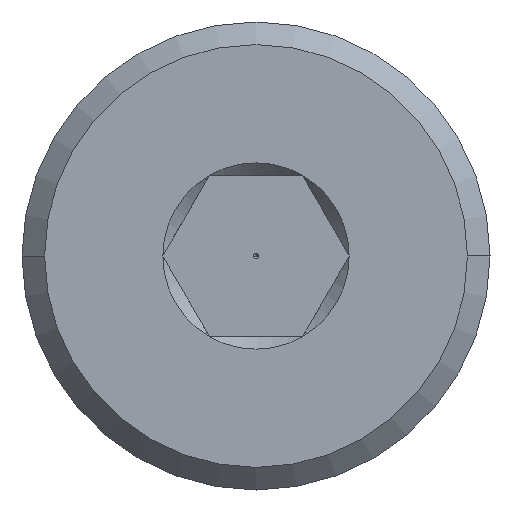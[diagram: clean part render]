
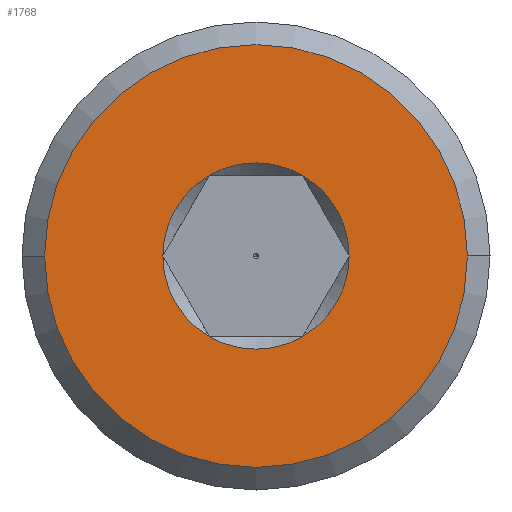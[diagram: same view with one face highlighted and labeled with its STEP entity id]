
A CAD part, left-side view. The second image highlights one B-rep face of the part: STEP entity #1768.
In plain terms, the highlighted planar face has unit normal (-1, 0, 0).
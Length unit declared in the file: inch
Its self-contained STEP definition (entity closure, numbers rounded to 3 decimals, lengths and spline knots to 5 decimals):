
#31 = DIRECTION ( 'NONE',  ( -1., 0., 0. ) ) ;
#100 = VERTEX_POINT ( 'NONE', #1236 ) ;
#103 = VERTEX_POINT ( 'NONE', #1500 ) ;
#225 = CARTESIAN_POINT ( 'NONE',  ( -0.168, 0.02887, 0. ) ) ;
#270 = CARTESIAN_POINT ( 'NONE',  ( -0.168, 0., 0. ) ) ;
#285 = FACE_BOUND ( 'NONE', #3455, .T. ) ;
#329 = ORIENTED_EDGE ( 'NONE', *, *, #1728, .F. ) ;
#391 = CARTESIAN_POINT ( 'NONE',  ( -0.168, 0.01443, -0.025 ) ) ;
#476 = VERTEX_POINT ( 'NONE', #2335 ) ;
#491 = AXIS2_PLACEMENT_3D ( 'NONE', #2681, #1043, #2950 ) ;
#500 = ORIENTED_EDGE ( 'NONE', *, *, #3452, .F. ) ;
#531 = VERTEX_POINT ( 'NONE', #3163 ) ;
#545 = DIRECTION ( 'NONE',  ( 0., -1., 0. ) ) ;
#624 = CIRCLE ( 'NONE', #1397, 0.02887 ) ;
#665 = AXIS2_PLACEMENT_3D ( 'NONE', #2582, #2591, #965 ) ;
#690 = AXIS2_PLACEMENT_3D ( 'NONE', #1580, #3505, #1858 ) ;
#864 = AXIS2_PLACEMENT_3D ( 'NONE', #1336, #3236, #1602 ) ;
#893 = CIRCLE ( 'NONE', #491, 0.02887 ) ;
#937 = VERTEX_POINT ( 'NONE', #2670 ) ;
#964 = CIRCLE ( 'NONE', #690, 0.02887 ) ;
#965 = DIRECTION ( 'NONE',  ( 0., -1., 0. ) ) ;
#983 = VERTEX_POINT ( 'NONE', #225 ) ;
#1018 = AXIS2_PLACEMENT_3D ( 'NONE', #2722, #1077, #2983 ) ;
#1043 = DIRECTION ( 'NONE',  ( -1., 0., 0. ) ) ;
#1058 = AXIS2_PLACEMENT_3D ( 'NONE', #1129, #3029, #1402 ) ;
#1077 = DIRECTION ( 'NONE',  ( -1., 0., 0. ) ) ;
#1129 = CARTESIAN_POINT ( 'NONE',  ( -0.168, 0., 0. ) ) ;
#1199 = AXIS2_PLACEMENT_3D ( 'NONE', #1629, #31, #1911 ) ;
#1223 = DIRECTION ( 'NONE',  ( -1., 0., 0. ) ) ;
#1236 = CARTESIAN_POINT ( 'NONE',  ( -0.168, -0.01443, 0.025 ) ) ;
#1292 = VERTEX_POINT ( 'NONE', #391 ) ;
#1336 = CARTESIAN_POINT ( 'NONE',  ( -0.168, 0., 0. ) ) ;
#1397 = AXIS2_PLACEMENT_3D ( 'NONE', #270, #2165, #545 ) ;
#1402 = DIRECTION ( 'NONE',  ( 0., 1., 0. ) ) ;
#1413 = CIRCLE ( 'NONE', #864, 0.0655 ) ;
#1489 = VERTEX_POINT ( 'NONE', #2117 ) ;
#1500 = CARTESIAN_POINT ( 'NONE',  ( -0.168, -0.02887, 0. ) ) ;
#1515 = EDGE_CURVE ( 'NONE', #476, #1489, #1413, .T. ) ;
#1549 = EDGE_CURVE ( 'NONE', #103, #100, #624, .T. ) ;
#1564 = EDGE_CURVE ( 'NONE', #1292, #531, #3407, .T. ) ;
#1580 = CARTESIAN_POINT ( 'NONE',  ( -0.168, 0., 0. ) ) ;
#1589 = ORIENTED_EDGE ( 'NONE', *, *, #1549, .F. ) ;
#1602 = DIRECTION ( 'NONE',  ( 0., 1., 0. ) ) ;
#1625 = EDGE_CURVE ( 'NONE', #983, #1292, #1969, .T. ) ;
#1629 = CARTESIAN_POINT ( 'NONE',  ( -0.168, 0., 0. ) ) ;
#1697 = CIRCLE ( 'NONE', #3271, 0.02887 ) ;
#1728 = EDGE_CURVE ( 'NONE', #937, #983, #1697, .T. ) ;
#1733 = ORIENTED_EDGE ( 'NONE', *, *, #1564, .F. ) ;
#1768 = ADVANCED_FACE ( 'NONE', ( #285, #2344 ), #2320, .T. ) ;
#1858 = DIRECTION ( 'NONE',  ( 0., -1., 0. ) ) ;
#1911 = DIRECTION ( 'NONE',  ( 0., -1., 0. ) ) ;
#1948 = ORIENTED_EDGE ( 'NONE', *, *, #1515, .F. ) ;
#1969 = CIRCLE ( 'NONE', #1199, 0.02887 ) ;
#2117 = CARTESIAN_POINT ( 'NONE',  ( -0.168, -0.0655, 0. ) ) ;
#2165 = DIRECTION ( 'NONE',  ( -1., 0., 0. ) ) ;
#2248 = CIRCLE ( 'NONE', #1058, 0.0655 ) ;
#2320 = PLANE ( 'NONE',  #665 ) ;
#2335 = CARTESIAN_POINT ( 'NONE',  ( -0.168, 0.0655, 0. ) ) ;
#2344 = FACE_OUTER_BOUND ( 'NONE', #3156, .T. ) ;
#2493 = EDGE_CURVE ( 'NONE', #1489, #476, #2248, .T. ) ;
#2498 = ORIENTED_EDGE ( 'NONE', *, *, #3476, .F. ) ;
#2582 = CARTESIAN_POINT ( 'NONE',  ( -0.168, 0.0655, 0. ) ) ;
#2591 = DIRECTION ( 'NONE',  ( -1., 0., 0. ) ) ;
#2670 = CARTESIAN_POINT ( 'NONE',  ( -0.168, 0.01443, 0.025 ) ) ;
#2681 = CARTESIAN_POINT ( 'NONE',  ( -0.168, 0., 0. ) ) ;
#2722 = CARTESIAN_POINT ( 'NONE',  ( -0.168, 0., 0. ) ) ;
#2760 = ORIENTED_EDGE ( 'NONE', *, *, #1625, .F. ) ;
#2865 = CARTESIAN_POINT ( 'NONE',  ( -0.168, 0., 0. ) ) ;
#2950 = DIRECTION ( 'NONE',  ( 0., -1., 0. ) ) ;
#2983 = DIRECTION ( 'NONE',  ( 0., -1., 0. ) ) ;
#3029 = DIRECTION ( 'NONE',  ( 1., 0., 0. ) ) ;
#3125 = DIRECTION ( 'NONE',  ( 0., -1., 0. ) ) ;
#3156 = EDGE_LOOP ( 'NONE', ( #1948, #3448 ) ) ;
#3163 = CARTESIAN_POINT ( 'NONE',  ( -0.168, -0.01443, -0.025 ) ) ;
#3236 = DIRECTION ( 'NONE',  ( 1., 0., 0. ) ) ;
#3271 = AXIS2_PLACEMENT_3D ( 'NONE', #2865, #1223, #3125 ) ;
#3407 = CIRCLE ( 'NONE', #1018, 0.02887 ) ;
#3448 = ORIENTED_EDGE ( 'NONE', *, *, #2493, .F. ) ;
#3452 = EDGE_CURVE ( 'NONE', #531, #103, #893, .T. ) ;
#3455 = EDGE_LOOP ( 'NONE', ( #1589, #500, #1733, #2760, #329, #2498 ) ) ;
#3476 = EDGE_CURVE ( 'NONE', #100, #937, #964, .T. ) ;
#3505 = DIRECTION ( 'NONE',  ( -1., 0., 0. ) ) ;
